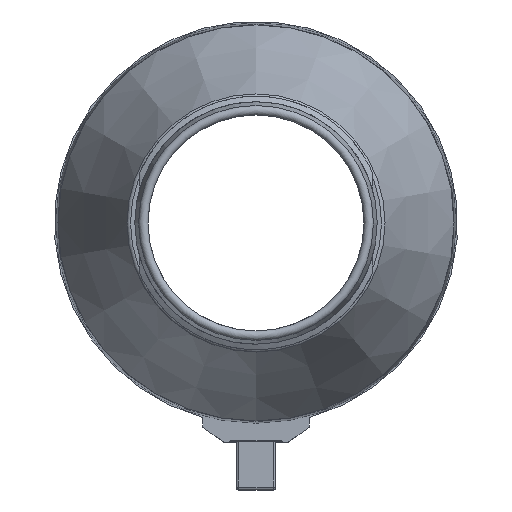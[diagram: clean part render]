
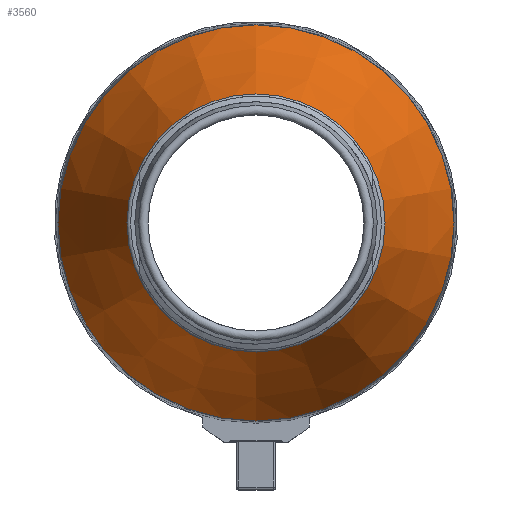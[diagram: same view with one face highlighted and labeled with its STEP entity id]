
A CAD part, front view. The second image highlights one B-rep face of the part: STEP entity #3560.
In plain terms, the highlighted conical face has half-angle 24.603 degrees and reference radius 42.846 mm.
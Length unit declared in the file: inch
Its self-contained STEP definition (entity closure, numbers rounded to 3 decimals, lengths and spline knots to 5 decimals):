
#18=CONICAL_SURFACE('',#3858,1.68687,0.429);
#387=CIRCLE('',#3851,2.04274);
#389=CIRCLE('',#3859,1.331);
#390=CIRCLE('',#3860,1.331);
#629=FACE_OUTER_BOUND('',#840,.T.);
#840=EDGE_LOOP('',(#3061,#3062,#3063,#3064,#3065));
#1071=LINE('',#8657,#1311);
#1311=VECTOR('',#4606,1.68687);
#1642=VERTEX_POINT('',#8627);
#1655=VERTEX_POINT('',#8656);
#1656=VERTEX_POINT('',#8658);
#2138=EDGE_CURVE('',#1642,#1642,#387,.T.);
#2151=EDGE_CURVE('',#1642,#1655,#1071,.T.);
#2152=EDGE_CURVE('',#1655,#1656,#389,.T.);
#2153=EDGE_CURVE('',#1656,#1655,#390,.T.);
#3061=ORIENTED_EDGE('',*,*,#2138,.F.);
#3062=ORIENTED_EDGE('',*,*,#2151,.T.);
#3063=ORIENTED_EDGE('',*,*,#2152,.T.);
#3064=ORIENTED_EDGE('',*,*,#2153,.T.);
#3065=ORIENTED_EDGE('',*,*,#2151,.F.);
#3560=ADVANCED_FACE('',(#629),#18,.T.);
#3851=AXIS2_PLACEMENT_3D('',#8629,#4583,#4584);
#3858=AXIS2_PLACEMENT_3D('',#8655,#4604,#4605);
#3859=AXIS2_PLACEMENT_3D('',#8659,#4607,#4608);
#3860=AXIS2_PLACEMENT_3D('',#8660,#4609,#4610);
#4583=DIRECTION('center_axis',(0.,1.,0.));
#4584=DIRECTION('ref_axis',(1.,0.,0.));
#4604=DIRECTION('center_axis',(0.,1.,0.));
#4605=DIRECTION('ref_axis',(0.,0.,
1.));
#4606=DIRECTION('',(0.,-0.909,0.416));
#4607=DIRECTION('center_axis',(0.,1.,0.));
#4608=DIRECTION('ref_axis',(1.,0.,0.));
#4609=DIRECTION('center_axis',(0.,1.,0.));
#4610=DIRECTION('ref_axis',(1.,0.,0.));
#8627=CARTESIAN_POINT('',(0.,4.007,-2.04274));
#8629=CARTESIAN_POINT('Origin',(0.,4.007,0.));
#8655=CARTESIAN_POINT('Origin',(0.,3.2298,0.));
#8656=CARTESIAN_POINT('',(0.,2.4526,-1.331));
#8657=CARTESIAN_POINT('',(0.,3.2298,-1.68687));
#8658=CARTESIAN_POINT('',(0.,2.4526,1.331));
#8659=CARTESIAN_POINT('Origin',(0.,2.4526,0.));
#8660=CARTESIAN_POINT('Origin',(0.,2.4526,0.));
